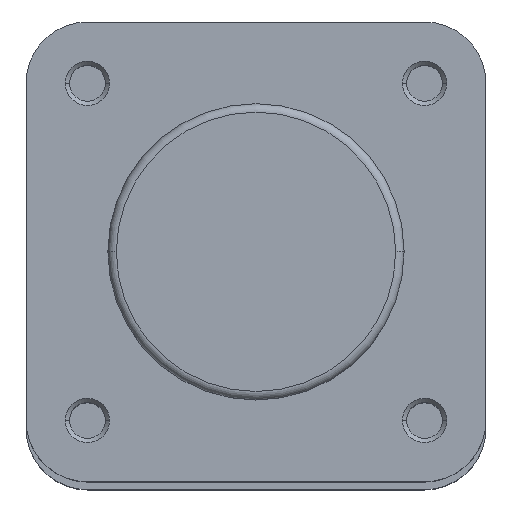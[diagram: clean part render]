
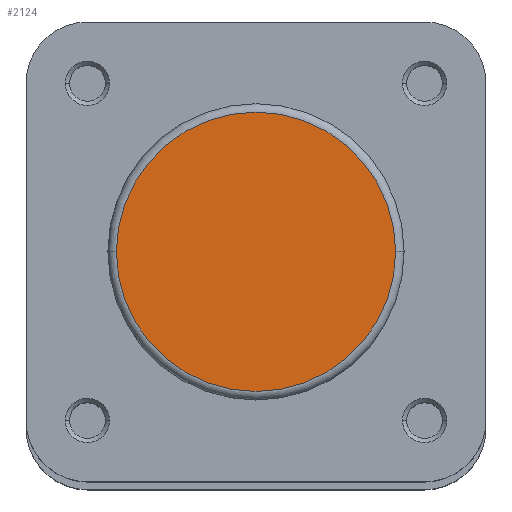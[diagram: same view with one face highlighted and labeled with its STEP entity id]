
A CAD part, top view. The second image highlights one B-rep face of the part: STEP entity #2124.
In plain terms, the highlighted planar face has unit normal (0, 0, 1).
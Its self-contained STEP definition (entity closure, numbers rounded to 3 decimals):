
#64 = CIRCLE ( 'NONE', #1366, 16.4 ) ;
#96 = CIRCLE ( 'NONE', #1376, 16.4 ) ;
#186 = CARTESIAN_POINT ( 'NONE',  ( 0., 0., 0. ) ) ;
#194 = DIRECTION ( 'NONE',  ( 0., 0., 1. ) ) ;
#195 = DIRECTION ( 'NONE',  ( -1., 0., 0. ) ) ;
#587 = CARTESIAN_POINT ( 'NONE',  ( 0., 17.4, 0. ) ) ;
#593 = DIRECTION ( 'NONE',  ( -1., 0., 0. ) ) ;
#641 = PLANE ( 'NONE',  #1067 ) ;
#649 = DIRECTION ( 'NONE',  ( 0., 0., -1. ) ) ;
#1067 = AXIS2_PLACEMENT_3D ( 'NONE', #587, #649, #593 ) ;
#1366 = AXIS2_PLACEMENT_3D ( 'NONE', #4536, #4542, #4543 ) ;
#1376 = AXIS2_PLACEMENT_3D ( 'NONE', #186, #194, #195 ) ;
#2070 = EDGE_LOOP ( 'NONE', ( #4973, #4981 ) ) ;
#2124 = ADVANCED_FACE ( 'NONE', ( #2688 ), #641, .F. ) ;
#2304 = VERTEX_POINT ( 'NONE', #3889 ) ;
#2310 = VERTEX_POINT ( 'NONE', #3895 ) ;
#2688 = FACE_OUTER_BOUND ( 'NONE', #2070, .T. ) ;
#3889 = CARTESIAN_POINT ( 'NONE',  ( 16.4, 0., 0. ) ) ;
#3895 = CARTESIAN_POINT ( 'NONE',  ( -16.4, 0., 0. ) ) ;
#4536 = CARTESIAN_POINT ( 'NONE',  ( 0., 0., 0. ) ) ;
#4542 = DIRECTION ( 'NONE',  ( 0., 0., 1. ) ) ;
#4543 = DIRECTION ( 'NONE',  ( -1., 0., 0. ) ) ;
#4973 = ORIENTED_EDGE ( 'NONE', *, *, #5288, .T. ) ;
#4981 = ORIENTED_EDGE ( 'NONE', *, *, #5268, .T. ) ;
#5268 = EDGE_CURVE ( 'NONE', #2304, #2310, #64, .T. ) ;
#5288 = EDGE_CURVE ( 'NONE', #2310, #2304, #96, .T. ) ;
